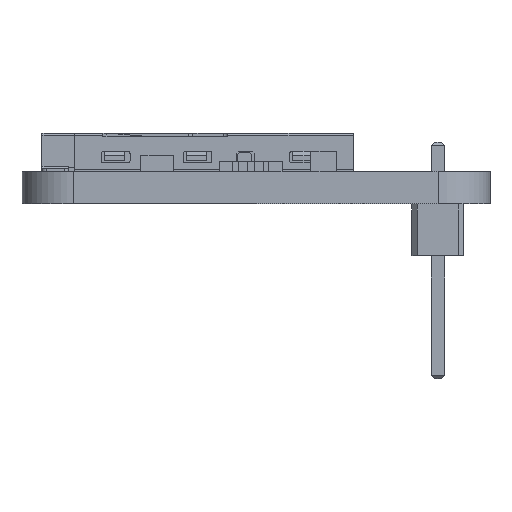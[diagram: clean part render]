
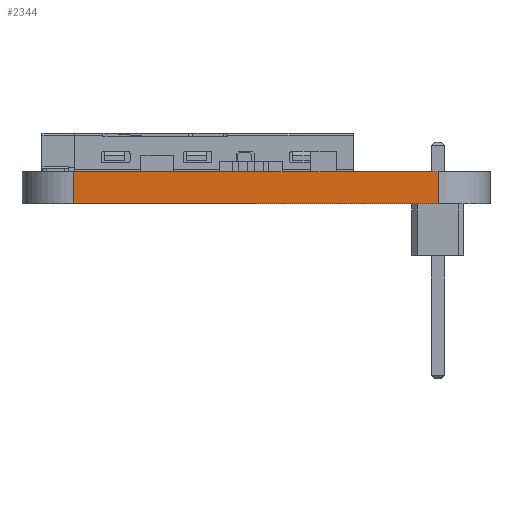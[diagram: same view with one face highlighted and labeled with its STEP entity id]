
A CAD part, left-side view. The second image highlights one B-rep face of the part: STEP entity #2344.
In plain terms, the highlighted planar face has unit normal (-1, 0, 0).
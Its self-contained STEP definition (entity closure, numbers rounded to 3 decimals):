
#2331=AXIS2_PLACEMENT_3D('Plane Axis2P3D',#2328,#2329,#2330) ;
#154=CARTESIAN_POINT('Vertex',(0.,20.32,1.57)) ;
#157=CARTESIAN_POINT('Line Origine',(0.,11.43,1.57)) ;
#161=CARTESIAN_POINT('Vertex',(0.,2.54,1.57)) ;
#1209=CARTESIAN_POINT('Vertex',(0.,2.54,0.)) ;
#1212=CARTESIAN_POINT('Line Origine',(0.,11.43,0.)) ;
#1216=CARTESIAN_POINT('Vertex',(0.,20.32,0.)) ;
#2309=CARTESIAN_POINT('Line Origine',(0.,20.32,0.)) ;
#2328=CARTESIAN_POINT('Axis2P3D Location',(0.,20.32,0.)) ;
#2333=CARTESIAN_POINT('Line Origine',(0.,2.54,0.785)) ;
#158=DIRECTION('Vector Direction',(0.,-1.,0.)) ;
#1213=DIRECTION('Vector Direction',(0.,1.,0.)) ;
#2310=DIRECTION('Vector Direction',(0.,0.,1.)) ;
#2329=DIRECTION('Axis2P3D Direction',(-1.,0.,0.)) ;
#2330=DIRECTION('Axis2P3D XDirection',(0.,-1.,0.)) ;
#2334=DIRECTION('Vector Direction',(0.,0.,1.)) ;
#159=VECTOR('Line Direction',#158,1.) ;
#1214=VECTOR('Line Direction',#1213,1.) ;
#2311=VECTOR('Line Direction',#2310,1.) ;
#2335=VECTOR('Line Direction',#2334,1.) ;
#2339=ORIENTED_EDGE('',*,*,#1218,.F.) ;
#2340=ORIENTED_EDGE('',*,*,#2337,.T.) ;
#2341=ORIENTED_EDGE('',*,*,#163,.F.) ;
#2342=ORIENTED_EDGE('',*,*,#2313,.F.) ;
#2344=ADVANCED_FACE('',(#2343),#2332,.T.) ;
#163=EDGE_CURVE('',#155,#162,#160,.T.) ;
#1218=EDGE_CURVE('',#1210,#1217,#1215,.T.) ;
#2313=EDGE_CURVE('',#1217,#155,#2312,.T.) ;
#2337=EDGE_CURVE('',#1210,#162,#2336,.T.) ;
#2338=EDGE_LOOP('',(#2339,#2340,#2341,#2342)) ;
#2343=FACE_OUTER_BOUND('',#2338,.T.) ;
#160=LINE('Line',#157,#159) ;
#1215=LINE('Line',#1212,#1214) ;
#2312=LINE('Line',#2309,#2311) ;
#2336=LINE('Line',#2333,#2335) ;
#2332=PLANE('Plane',#2331) ;
#155=VERTEX_POINT('',#154) ;
#162=VERTEX_POINT('',#161) ;
#1210=VERTEX_POINT('',#1209) ;
#1217=VERTEX_POINT('',#1216) ;
